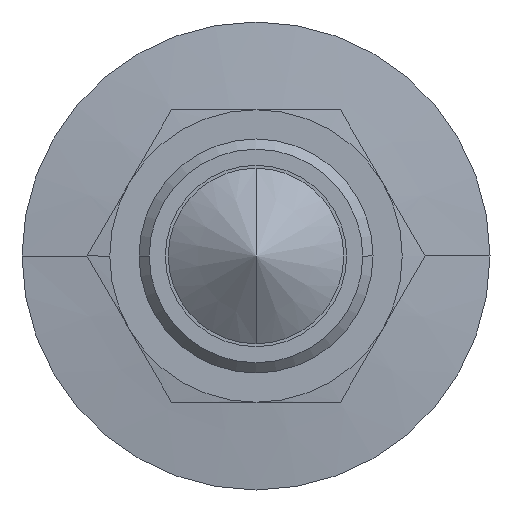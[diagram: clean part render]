
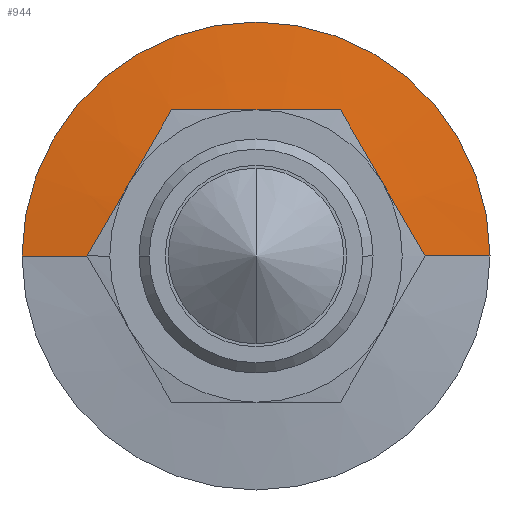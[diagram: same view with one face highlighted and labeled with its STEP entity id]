
A CAD part, front view. The second image highlights one B-rep face of the part: STEP entity #944.
In plain terms, the highlighted conical face has half-angle 83.418 degrees and reference radius 8 mm.
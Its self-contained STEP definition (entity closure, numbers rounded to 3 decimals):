
#194 = CARTESIAN_POINT ( 'NONE',  ( 8., -0.6, 0. ) ) ;
#275 = CARTESIAN_POINT ( 'NONE',  ( 4.1, -1.05, 0. ) ) ;
#359 = CARTESIAN_POINT ( 'NONE',  ( 0., -0.6, 0. ) ) ;
#395 = CARTESIAN_POINT ( 'NONE',  ( -8., -0.6, 0. ) ) ;
#429 = DIRECTION ( 'NONE',  ( -1., 0., 0. ) ) ;
#438 = DIRECTION ( 'NONE',  ( 0., 1., 0. ) ) ;
#528 = AXIS2_PLACEMENT_3D ( 'NONE', #3241, #3236, #3229 ) ;
#648 = AXIS2_PLACEMENT_3D ( 'NONE', #359, #438, #429 ) ;
#869 = CARTESIAN_POINT ( 'NONE',  ( 8., -0.6, 0. ) ) ;
#944 = ADVANCED_FACE ( 'NONE', ( #1302 ), #2859, .T. ) ;
#987 = CARTESIAN_POINT ( 'NONE',  ( -4.1, -1.05, 0. ) ) ;
#1094 = LINE ( 'NONE', #2086, #3694 ) ;
#1300 = ORIENTED_EDGE ( 'NONE', *, *, #3661, .T. ) ;
#1302 = FACE_OUTER_BOUND ( 'NONE', #3384, .T. ) ;
#1467 = LINE ( 'NONE', #869, #3011 ) ;
#1561 = AXIS2_PLACEMENT_3D ( 'NONE', #2822, #2790, #2836 ) ;
#2086 = CARTESIAN_POINT ( 'NONE',  ( -8., -0.6, 0. ) ) ;
#2132 = DIRECTION ( 'NONE',  ( -0.993, 0.115, 0. ) ) ;
#2160 = ORIENTED_EDGE ( 'NONE', *, *, #3419, .F. ) ;
#2249 = CIRCLE ( 'NONE', #528, 4.1 ) ;
#2375 = VERTEX_POINT ( 'NONE', #395 ) ;
#2561 = VERTEX_POINT ( 'NONE', #275 ) ;
#2630 = VERTEX_POINT ( 'NONE', #194 ) ;
#2790 = DIRECTION ( 'NONE',  ( 0., 1., 0. ) ) ;
#2822 = CARTESIAN_POINT ( 'NONE',  ( 0., -0.6, 0. ) ) ;
#2836 = DIRECTION ( 'NONE',  ( -1., 0., 0. ) ) ;
#2859 = CONICAL_SURFACE ( 'NONE', #1561, 8., 1.456 ) ;
#2982 = ORIENTED_EDGE ( 'NONE', *, *, #3080, .T. ) ;
#3011 = VECTOR ( 'NONE', #3277, 1000. ) ;
#3080 = EDGE_CURVE ( 'NONE', #2561, #2630, #1467, .T. ) ;
#3134 = EDGE_CURVE ( 'NONE', #4182, #2375, #1094, .T. ) ;
#3229 = DIRECTION ( 'NONE',  ( -1., 0., 0. ) ) ;
#3236 = DIRECTION ( 'NONE',  ( 0., 1., 0. ) ) ;
#3241 = CARTESIAN_POINT ( 'NONE',  ( 0., -1.05, 0. ) ) ;
#3277 = DIRECTION ( 'NONE',  ( 0.993, 0.115, 0. ) ) ;
#3384 = EDGE_LOOP ( 'NONE', ( #1300, #2982, #2160, #3394 ) ) ;
#3394 = ORIENTED_EDGE ( 'NONE', *, *, #3134, .F. ) ;
#3419 = EDGE_CURVE ( 'NONE', #2375, #2630, #3838, .T. ) ;
#3661 = EDGE_CURVE ( 'NONE', #4182, #2561, #2249, .T. ) ;
#3694 = VECTOR ( 'NONE', #2132, 1000. ) ;
#3838 = CIRCLE ( 'NONE', #648, 8. ) ;
#4182 = VERTEX_POINT ( 'NONE', #987 ) ;
